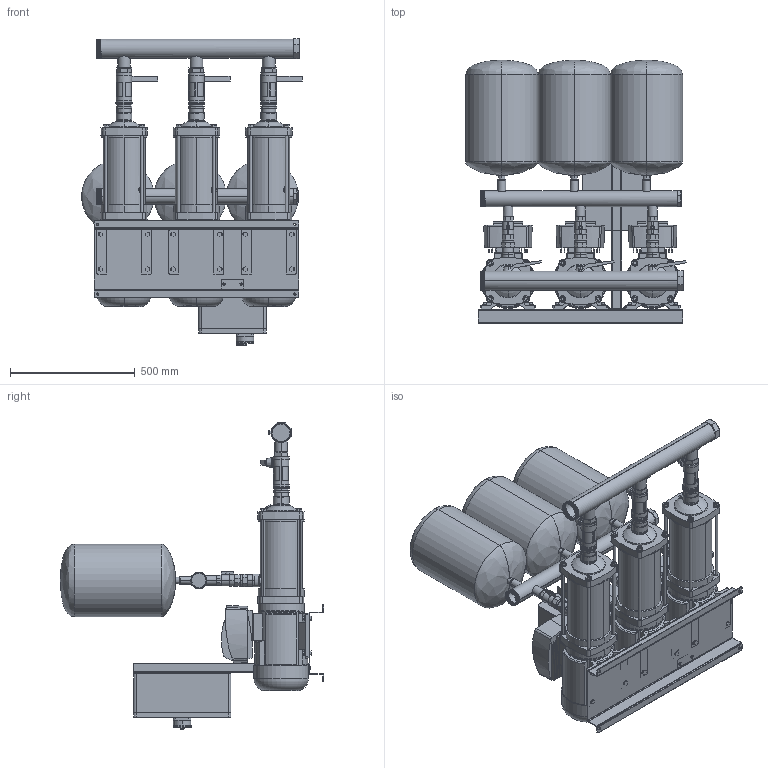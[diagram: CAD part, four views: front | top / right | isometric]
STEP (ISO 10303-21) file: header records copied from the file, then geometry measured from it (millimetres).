
FILE_DESCRIPTION (( 'STEP AP214' ), '1' );
FILE_NAME ('3EH_15-7_TE.STEP', '2022-03-02T10:02:27', ( '' ), ( '' ), 'SwSTEP 2.0', 'SolidWorks 2020', '' );
FILE_SCHEMA (( 'AUTOMOTIVE_DESIGN' ));
Length unit declared in the file: mil
Products named in the file (1): 3EH_15-7_TE
Bounding box: 885 x 1055 x 1227.9 mm (x, y, z)
Volume: 118211176.3 mm3; surface area: 8953594.2 mm2
Topology: 117 solids, 118 shells, 2586 faces, 6175 edges, 3995 vertices
Faces by surface type: plane 1303, cylinder 996, cone 154, torus 69, bspline 50, sphere 14
Entity records: 100504 total; most frequent: CARTESIAN_POINT 38186, DIRECTION 12666, ORIENTED_EDGE 12334, EDGE_CURVE 6167, AXIS2_PLACEMENT_3D 4610, VERTEX_POINT 3995, LINE 3446, VECTOR 3446
